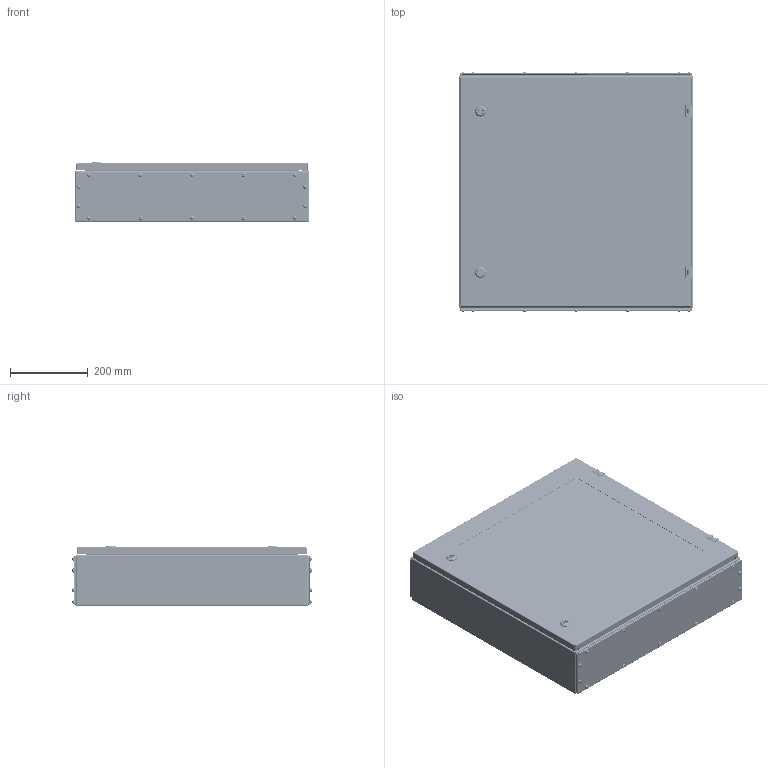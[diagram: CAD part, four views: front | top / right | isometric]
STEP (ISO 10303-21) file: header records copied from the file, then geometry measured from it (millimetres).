
FILE_DESCRIPTION (( 'STEP AP214' ), '1' );
FILE_NAME ('12.060.060.15.STEP', '2024-06-13T04:45:28', ( '' ), ( '' ), 'SwSTEP 2.0', 'SolidWorks 2021', '' );
FILE_SCHEMA (( 'AUTOMOTIVE_DESIGN' ));
Length unit declared in the file: millimetre
Products named in the file (29): Êîðïóñ øêàôà W600H600D150; Øïèëüêà ïðèâàðíàÿ Ì6õ15; Ãàéêà M6 DIN6923.step; Øïèëüêà ïðèâàðíàÿ Ì6õ10; 8SJ_S1B_0001.stp; ﾄ粢鮱 W600H600; 8SJ_MS705_0760.stp; ﾇ瑟鶴 ﾀﾑ ms1000-3M.stp; Ïðîêëàäêà êðûøêè W600D150; 8SJ_MS705_0510.stp; 12.060.060.15; 砑鳧罻 W600; 署赅 W600D150; Ñòåêëÿííàÿ äâåðü ÑÁ W600H600; 栺樏鋋 W600H600; 砑鳧罻 H600; Ãàñêåòèíã W600H600; 417.660; Çàêëåïêà ðåçüáîâàÿ Ì5 øåñòèãðàííàÿ ñ óìåíüøåííûì áîðòîì; Âèíò DIN 967 Ì5õ16 ñ ïîëóêðóãëîé ãîëîâêîé ñ êðåñòîîáðàçíûì øëèöåì; Ïåðåìû÷êà êàðêàñà W600; Áîëò Ì6õ10 ñ øåñòèãðàííîé ãîëîâêîé ñ ïðåññøàéáîé; 8SJ_MS705_0010.stp; 嵑謺麃 檐; 8SJ_MS705-1_0040.stp; Øïèëüêà ïðèâàðíàÿ Ì6õ20; SW6X8.stp; Êàðêàñ øêàôà W600H600D150; Çàêëåïêà ðåçüáîâàÿ Ì8 øåñòèãðàííàÿ ñ óìåíüøåííûì áîðòîì
Assembly tree (129 placements, depth 4):
  12.060.060.15
    Êàðêàñ øêàôà W600H600D150
      Êîðïóñ øêàôà W600H600D150
      Ïåðåìû÷êà êàðêàñà W600  x2
      Øïèëüêà ïðèâàðíàÿ Ì6õ15  x4
      Øïèëüêà ïðèâàðíàÿ Ì6õ20  x4
    署赅 W600D150  x2
    Ïðîêëàäêà êðûøêè W600D150  x2
    Ñòåêëÿííàÿ äâåðü ÑÁ W600H600
      ﾄ粢鮱 W600H600
      Ãàñêåòèíã W600H600
      ﾇ瑟鶴 ﾀﾑ ms1000-3M.stp  x2
        8SJ_MS705_0010.stp
        8SJ_MS705_0510.stp
        8SJ_MS705_0760.stp
        8SJ_S1B_0001.stp
        8SJ_MS705-1_0040.stp
        SW6X8.stp
      Øïèëüêà ïðèâàðíàÿ Ì6õ10  x14
      栺樏鋋 W600H600
      Ãàéêà M6 DIN6923.step  x14
      砑鳧罻 H600  x2
      砑鳧罻 W600  x2
    嵑謺麃 檐  x2
    Áîëò Ì6õ10 ñ øåñòèãðàííîé ãîëîâêîé ñ ïðåññøàéáîé  x2
    Çàêëåïêà ðåçüáîâàÿ Ì5 øåñòèãðàííàÿ ñ óìåíüøåííûì áîðòîì  x28
    Âèíò DIN 967 Ì5õ16 ñ ïîëóêðóãëîé ãîëîâêîé ñ êðåñòîîáðàçíûì øëèöåì  x28
    Çàêëåïêà ðåçüáîâàÿ Ì8 øåñòèãðàííàÿ ñ óìåíüøåííûì áîðòîì  x4
    417.660
    Ãàéêà M6 DIN6923.step  x4
Bounding box: 600 x 615.17 x 154.65 mm (x, y, z)
Volume: 2874989.1 mm3; surface area: 3582530.1 mm2
Topology: 129 solids, 141 shells, 7007 faces, 17741 edges, 11068 vertices
Faces by surface type: plane 2827, cylinder 2387, bspline 725, cone 496, torus 404, sphere 168
Entity records: 89691 total; most frequent: CARTESIAN_POINT 43982, ORIENTED_EDGE 9740, DIRECTION 8196, EDGE_CURVE 4876, VERTEX_POINT 3007, AXIS2_PLACEMENT_3D 2750, VECTOR 2696, LINE 2696
